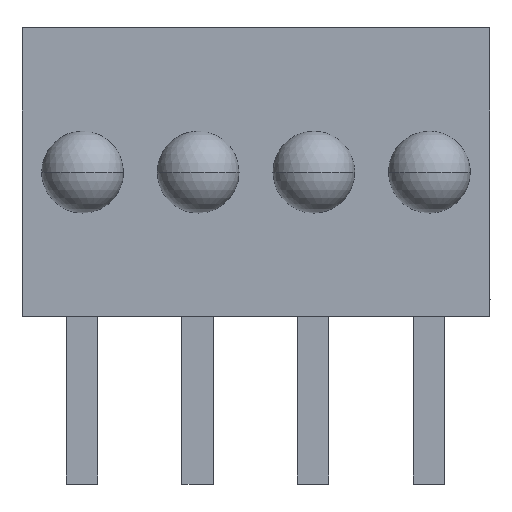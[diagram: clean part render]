
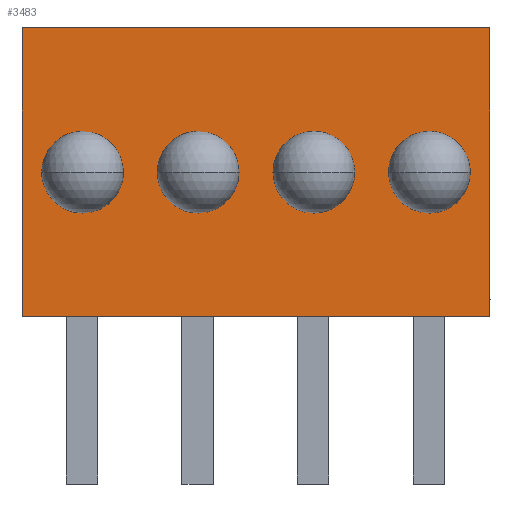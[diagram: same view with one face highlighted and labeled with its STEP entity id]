
A CAD part, top view. The second image highlights one B-rep face of the part: STEP entity #3483.
In plain terms, the highlighted planar face has unit normal (0, 0, 1).
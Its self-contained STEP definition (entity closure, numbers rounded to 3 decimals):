
#47 = EDGE_CURVE ( 'NONE', #91, #89, #3611, .T. ) ;
#61 = VERTEX_POINT ( 'NONE', #3659 ) ;
#74 = VERTEX_POINT ( 'NONE', #3688 ) ;
#89 = VERTEX_POINT ( 'NONE', #3709 ) ;
#91 = VERTEX_POINT ( 'NONE', #3708 ) ;
#156 = EDGE_CURVE ( 'NONE', #619, #638, #3940, .T. ) ;
#195 = EDGE_CURVE ( 'NONE', #74, #61, #4038, .T. ) ;
#209 = VERTEX_POINT ( 'NONE', #4085 ) ;
#222 = EDGE_CURVE ( 'NONE', #209, #656, #4074, .T. ) ;
#397 = VERTEX_POINT ( 'NONE', #4600 ) ;
#619 = VERTEX_POINT ( 'NONE', #5139 ) ;
#637 = EDGE_CURVE ( 'NONE', #638, #619, #5212, .T. ) ;
#638 = VERTEX_POINT ( 'NONE', #5207 ) ;
#656 = VERTEX_POINT ( 'NONE', #5264 ) ;
#3366 = EDGE_CURVE ( 'NONE', #61, #74, #18241, .T. ) ;
#3367 = ORIENTED_EDGE ( 'NONE', *, *, #195, .F. ) ;
#3413 = EDGE_LOOP ( 'NONE', ( #3457, #3367 ) ) ;
#3425 = ORIENTED_EDGE ( 'NONE', *, *, #15505, .F. ) ;
#3426 = ORIENTED_EDGE ( 'NONE', *, *, #3427, .F. ) ;
#3427 = EDGE_CURVE ( 'NONE', #3428, #397, #18522, .T. ) ;
#3428 = VERTEX_POINT ( 'NONE', #18518 ) ;
#3429 = EDGE_LOOP ( 'NONE', ( #3430, #3425, #3426, #3446 ) ) ;
#3430 = ORIENTED_EDGE ( 'NONE', *, *, #3431, .T. ) ;
#3431 = EDGE_CURVE ( 'NONE', #3432, #15508, #18517, .T. ) ;
#3432 = VERTEX_POINT ( 'NONE', #18582 ) ;
#3446 = ORIENTED_EDGE ( 'NONE', *, *, #3447, .T. ) ;
#3447 = EDGE_CURVE ( 'NONE', #3428, #3432, #18655, .T. ) ;
#3448 = EDGE_LOOP ( 'NONE', ( #3449, #5853 ) ) ;
#3449 = ORIENTED_EDGE ( 'NONE', *, *, #3450, .F. ) ;
#3450 = EDGE_CURVE ( 'NONE', #89, #91, #18650, .T. ) ;
#3455 = ORIENTED_EDGE ( 'NONE', *, *, #222, .F. ) ;
#3457 = ORIENTED_EDGE ( 'NONE', *, *, #3366, .F. ) ;
#3483 = ADVANCED_FACE ( 'NONE', ( #18663, #18658, #18657, #18656, #18715 ), #18700, .F. ) ;
#3484 = EDGE_LOOP ( 'NONE', ( #3485, #3455 ) ) ;
#3485 = ORIENTED_EDGE ( 'NONE', *, *, #3487, .F. ) ;
#3487 = EDGE_CURVE ( 'NONE', #656, #209, #18691, .T. ) ;
#3607 = DIRECTION ( 'NONE',  ( -1., 0., 0. ) ) ;
#3608 = DIRECTION ( 'NONE',  ( 0., 0., 1. ) ) ;
#3609 = CARTESIAN_POINT ( 'NONE',  ( -1.27, 0., 2.54 ) ) ;
#3610 = AXIS2_PLACEMENT_3D ( 'NONE', #3609, #3608, #3607 ) ;
#3611 = CIRCLE ( 'NONE', #3610, 0.867 ) ;
#3659 = CARTESIAN_POINT ( 'NONE',  ( -4.677, 0., 2.54 ) ) ;
#3688 = CARTESIAN_POINT ( 'NONE',  ( -2.943, 0., 2.54 ) ) ;
#3708 = CARTESIAN_POINT ( 'NONE',  ( -0.403, 0., 2.54 ) ) ;
#3709 = CARTESIAN_POINT ( 'NONE',  ( -2.137, 0., 2.54 ) ) ;
#3936 = DIRECTION ( 'NONE',  ( -1., 0., 0. ) ) ;
#3937 = DIRECTION ( 'NONE',  ( 0., 0., 1. ) ) ;
#3938 = CARTESIAN_POINT ( 'NONE',  ( 3.81, 0., 2.54 ) ) ;
#3939 = AXIS2_PLACEMENT_3D ( 'NONE', #3938, #3937, #3936 ) ;
#3940 = CIRCLE ( 'NONE', #3939, 0.867 ) ;
#4034 = DIRECTION ( 'NONE',  ( -1., 0., 0. ) ) ;
#4035 = DIRECTION ( 'NONE',  ( 0., 0., 1. ) ) ;
#4036 = CARTESIAN_POINT ( 'NONE',  ( -3.81, 0., 2.54 ) ) ;
#4037 = AXIS2_PLACEMENT_3D ( 'NONE', #4036, #4035, #4034 ) ;
#4038 = CIRCLE ( 'NONE', #4037, 0.867 ) ;
#4070 = DIRECTION ( 'NONE',  ( -1., 0., 0. ) ) ;
#4071 = DIRECTION ( 'NONE',  ( 0., 0., 1. ) ) ;
#4072 = CARTESIAN_POINT ( 'NONE',  ( 1.27, 0., 2.54 ) ) ;
#4073 = AXIS2_PLACEMENT_3D ( 'NONE', #4072, #4071, #4070 ) ;
#4074 = CIRCLE ( 'NONE', #4073, 0.867 ) ;
#4085 = CARTESIAN_POINT ( 'NONE',  ( 0.403, 0., 2.54 ) ) ;
#4600 = CARTESIAN_POINT ( 'NONE',  ( 5.145, 3.175, 2.54 ) ) ;
#5139 = CARTESIAN_POINT ( 'NONE',  ( 4.677, 0., 2.54 ) ) ;
#5207 = CARTESIAN_POINT ( 'NONE',  ( 2.943, 0., 2.54 ) ) ;
#5208 = DIRECTION ( 'NONE',  ( -1., 0., 0. ) ) ;
#5209 = DIRECTION ( 'NONE',  ( 0., 0., 1. ) ) ;
#5210 = CARTESIAN_POINT ( 'NONE',  ( 3.81, 0., 2.54 ) ) ;
#5211 = AXIS2_PLACEMENT_3D ( 'NONE', #5210, #5209, #5208 ) ;
#5212 = CIRCLE ( 'NONE', #5211, 0.867 ) ;
#5264 = CARTESIAN_POINT ( 'NONE',  ( 2.137, 0., 2.54 ) ) ;
#5853 = ORIENTED_EDGE ( 'NONE', *, *, #47, .F. ) ;
#6093 = EDGE_LOOP ( 'NONE', ( #8495, #6854 ) ) ;
#6854 = ORIENTED_EDGE ( 'NONE', *, *, #637, .F. ) ;
#8495 = ORIENTED_EDGE ( 'NONE', *, *, #156, .F. ) ;
#15505 = EDGE_CURVE ( 'NONE', #397, #15508, #19916, .T. ) ;
#15508 = VERTEX_POINT ( 'NONE', #19910 ) ;
#18240 = AXIS2_PLACEMENT_3D ( 'NONE', #18243, #18299, #18298 ) ;
#18241 = CIRCLE ( 'NONE', #18240, 0.867 ) ;
#18243 = CARTESIAN_POINT ( 'NONE',  ( -3.81, 0., 2.54 ) ) ;
#18298 = DIRECTION ( 'NONE',  ( -1., 0., 0. ) ) ;
#18299 = DIRECTION ( 'NONE',  ( 0., 0., 1. ) ) ;
#18515 = VECTOR ( 'NONE', #18583, 1000. ) ;
#18516 = CARTESIAN_POINT ( 'NONE',  ( -9.166, -3.175, 2.54 ) ) ;
#18517 = LINE ( 'NONE', #18516, #18515 ) ;
#18518 = CARTESIAN_POINT ( 'NONE',  ( -5.145, 3.175, 2.54 ) ) ;
#18519 = DIRECTION ( 'NONE',  ( 1., 0., 0. ) ) ;
#18520 = VECTOR ( 'NONE', #18519, 1000. ) ;
#18521 = CARTESIAN_POINT ( 'NONE',  ( -9.166, 3.175, 2.54 ) ) ;
#18522 = LINE ( 'NONE', #18521, #18520 ) ;
#18582 = CARTESIAN_POINT ( 'NONE',  ( -5.145, -3.175, 2.54 ) ) ;
#18583 = DIRECTION ( 'NONE',  ( 1., 0., 0. ) ) ;
#18646 = DIRECTION ( 'NONE',  ( -1., 0., 0. ) ) ;
#18647 = DIRECTION ( 'NONE',  ( 0., 0., 1. ) ) ;
#18648 = CARTESIAN_POINT ( 'NONE',  ( -1.27, 0., 2.54 ) ) ;
#18649 = AXIS2_PLACEMENT_3D ( 'NONE', #18648, #18647, #18646 ) ;
#18650 = CIRCLE ( 'NONE', #18649, 0.867 ) ;
#18652 = DIRECTION ( 'NONE',  ( 0., -1., 0. ) ) ;
#18653 = VECTOR ( 'NONE', #18652, 1000. ) ;
#18654 = CARTESIAN_POINT ( 'NONE',  ( -5.145, 3.175, 2.54 ) ) ;
#18655 = LINE ( 'NONE', #18654, #18653 ) ;
#18656 = FACE_BOUND ( 'NONE', #3448, .T. ) ;
#18657 = FACE_OUTER_BOUND ( 'NONE', #3429, .T. ) ;
#18658 = FACE_BOUND ( 'NONE', #3413, .T. ) ;
#18663 = FACE_BOUND ( 'NONE', #3484, .T. ) ;
#18691 = CIRCLE ( 'NONE', #18750, 0.867 ) ;
#18695 = DIRECTION ( 'NONE',  ( -1., 0., 0. ) ) ;
#18696 = DIRECTION ( 'NONE',  ( 0., 0., -1. ) ) ;
#18697 = CARTESIAN_POINT ( 'NONE',  ( -9.166, 3.175, 2.54 ) ) ;
#18698 = AXIS2_PLACEMENT_3D ( 'NONE', #18697, #18696, #18695 ) ;
#18700 = PLANE ( 'NONE',  #18698 ) ;
#18715 = FACE_BOUND ( 'NONE', #6093, .T. ) ;
#18747 = DIRECTION ( 'NONE',  ( -1., 0., 0. ) ) ;
#18748 = DIRECTION ( 'NONE',  ( 0., 0., 1. ) ) ;
#18749 = CARTESIAN_POINT ( 'NONE',  ( 1.27, 0., 2.54 ) ) ;
#18750 = AXIS2_PLACEMENT_3D ( 'NONE', #18749, #18748, #18747 ) ;
#19910 = CARTESIAN_POINT ( 'NONE',  ( 5.145, -3.175, 2.54 ) ) ;
#19913 = DIRECTION ( 'NONE',  ( 0., -1., 0. ) ) ;
#19914 = VECTOR ( 'NONE', #19913, 1000. ) ;
#19915 = CARTESIAN_POINT ( 'NONE',  ( 5.145, 3.175, 2.54 ) ) ;
#19916 = LINE ( 'NONE', #19915, #19914 ) ;
